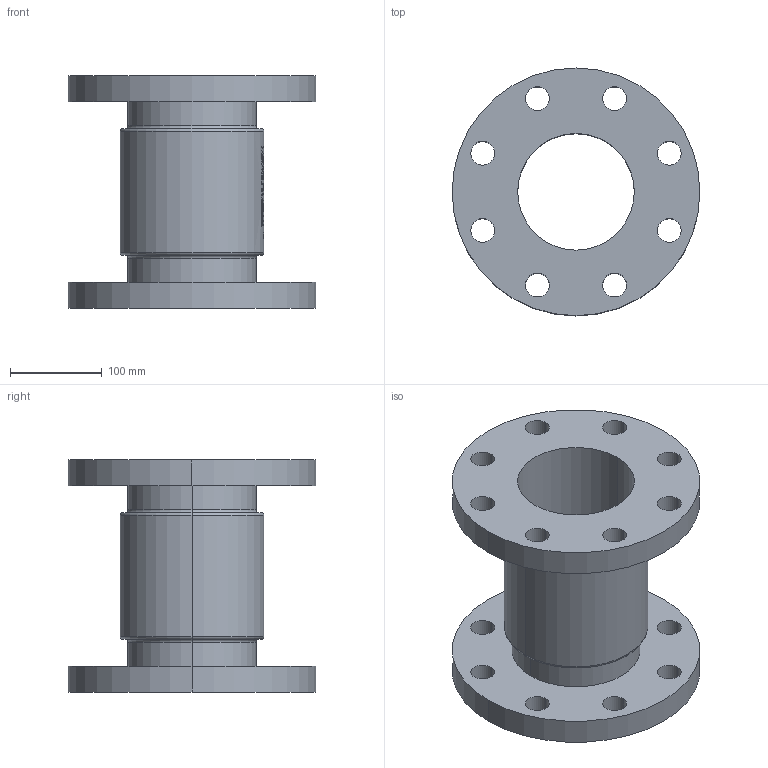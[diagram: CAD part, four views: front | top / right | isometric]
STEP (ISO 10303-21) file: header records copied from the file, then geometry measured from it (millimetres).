
FILE_DESCRIPTION (( 'STEP AP214' ), '1' );
FILE_NAME ('7120000_DN125_PN40_51420308.STEP', '2022-02-18T09:25:07', ( 'axxx' ), ( 'Hewlett-Packard Company' ), 'SwSTEP 2.0', 'SolidWorks 2019', '' );
FILE_SCHEMA (( 'AUTOMOTIVE_DESIGN' ));
Length unit declared in the file: millimetre
Products named in the file (1): 7120000_DN125_PN40_51420308
Bounding box: 270 x 270 x 253 mm (x, y, z)
Volume: 3318930.1 mm3; surface area: 444420.6 mm2
Topology: 1 solids, 1 shells, 553 faces, 1444 edges, 960 vertices
Faces by surface type: plane 250, bspline 230, cylinder 65, torus 8
Entity records: 30959 total; most frequent: CARTESIAN_POINT 18791, ORIENTED_EDGE 2888, DIRECTION 1758, EDGE_CURVE 1444, VERTEX_POINT 960, VECTOR 772, LINE 772, EDGE_LOOP 654
